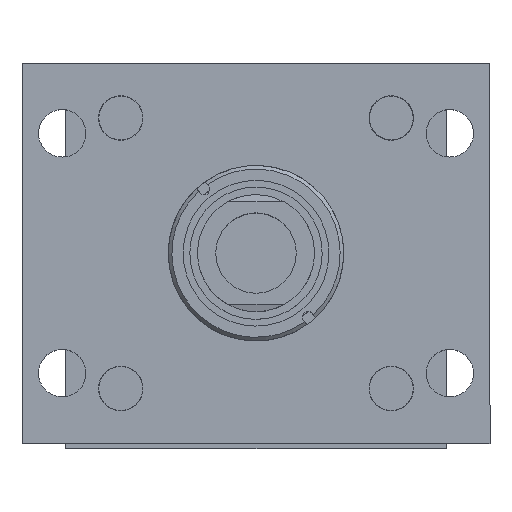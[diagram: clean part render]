
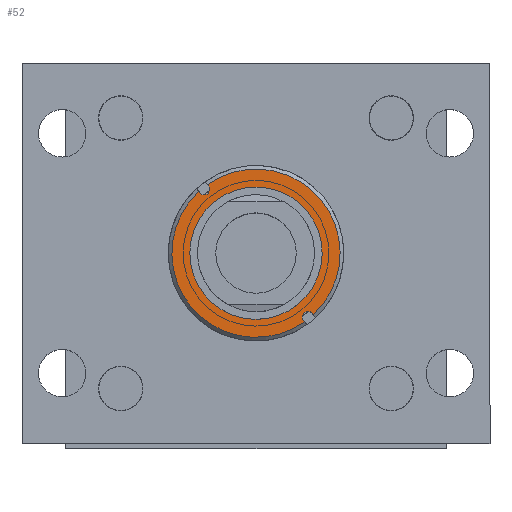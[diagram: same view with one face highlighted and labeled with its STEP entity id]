
A CAD part, top view. The second image highlights one B-rep face of the part: STEP entity #52.
In plain terms, the highlighted planar face has unit normal (0, 0, 1).
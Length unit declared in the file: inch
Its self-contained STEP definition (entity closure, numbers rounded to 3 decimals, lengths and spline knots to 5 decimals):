
#52 = ADVANCED_FACE ( 'NONE', ( #9295, #215 ), #8036, .T. ) ;
#168 = ORIENTED_EDGE ( 'NONE', *, *, #3116, .F. ) ;
#215 = FACE_OUTER_BOUND ( 'NONE', #3483, .T. ) ;
#323 = CIRCLE ( 'NONE', #4679, 1.438 ) ;
#419 = ORIENTED_EDGE ( 'NONE', *, *, #4094, .T. ) ;
#503 = DIRECTION ( 'NONE',  ( 0., -1., 0. ) ) ;
#507 = ORIENTED_EDGE ( 'NONE', *, *, #6206, .F. ) ;
#583 = CIRCLE ( 'NONE', #1408, 1.13104 ) ;
#634 = AXIS2_PLACEMENT_3D ( 'NONE', #10433, #4878, #5612 ) ;
#750 = VERTEX_POINT ( 'NONE', #7076 ) ;
#856 = DIRECTION ( 'NONE',  ( -1., 0., 0. ) ) ;
#1361 = CIRCLE ( 'NONE', #2235, 0.094 ) ;
#1379 = CARTESIAN_POINT ( 'NONE',  ( 18.11607, 42.4197, -2.93519 ) ) ;
#1408 = AXIS2_PLACEMENT_3D ( 'NONE', #4022, #9645, #856 ) ;
#1543 = DIRECTION ( 'NONE',  ( 1., 0., 0. ) ) ;
#1591 = ORIENTED_EDGE ( 'NONE', *, *, #8075, .F. ) ;
#1605 = DIRECTION ( 'NONE',  ( -1., 0., 0. ) ) ;
#1704 = DIRECTION ( 'NONE',  ( 0., 0., -1. ) ) ;
#1753 = CARTESIAN_POINT ( 'NONE',  ( 17.8091, 42.4197, -2.93519 ) ) ;
#1944 = LINE ( 'NONE', #5367, #5235 ) ;
#2130 = DIRECTION ( 'NONE',  ( -1., 0., 0. ) ) ;
#2235 = AXIS2_PLACEMENT_3D ( 'NONE', #5958, #4323, #9110 ) ;
#2321 = DIRECTION ( 'NONE',  ( 0., 1., 0. ) ) ;
#3116 = EDGE_CURVE ( 'NONE', #10108, #9104, #3943, .T. ) ;
#3275 = DIRECTION ( 'NONE',  ( 0., 1., 0. ) ) ;
#3288 = CARTESIAN_POINT ( 'NONE',  ( 19.3411, 43.55073, -2.93519 ) ) ;
#3483 = EDGE_LOOP ( 'NONE', ( #1591, #7226, #507, #168, #9934, #4250, #8141, #8128, #8615 ) ) ;
#3498 = VECTOR ( 'NONE', #8170, 39.37008 ) ;
#3694 = VERTEX_POINT ( 'NONE', #7091 ) ;
#3766 = CARTESIAN_POINT ( 'NONE',  ( 19.2471, 42.4197, -2.93519 ) ) ;
#3875 = AXIS2_PLACEMENT_3D ( 'NONE', #8674, #6224, #2130 ) ;
#3943 = LINE ( 'NONE', #4042, #9853 ) ;
#4022 = CARTESIAN_POINT ( 'NONE',  ( 19.2471, 42.4197, -2.93519 ) ) ;
#4042 = CARTESIAN_POINT ( 'NONE',  ( 19.3411, 43.55073, -2.93519 ) ) ;
#4094 = EDGE_CURVE ( 'NONE', #7524, #4498, #583, .T. ) ;
#4111 = CARTESIAN_POINT ( 'NONE',  ( 19.3411, 43.85462, -2.93519 ) ) ;
#4250 = ORIENTED_EDGE ( 'NONE', *, *, #4691, .T. ) ;
#4323 = DIRECTION ( 'NONE',  ( 0., 0., 1. ) ) ;
#4420 = VERTEX_POINT ( 'NONE', #5298 ) ;
#4498 = VERTEX_POINT ( 'NONE', #1379 ) ;
#4500 = EDGE_CURVE ( 'NONE', #4796, #9390, #5791, .T. ) ;
#4510 = CIRCLE ( 'NONE', #4894, 0.094 ) ;
#4679 = AXIS2_PLACEMENT_3D ( 'NONE', #4921, #5681, #1605 ) ;
#4691 = EDGE_CURVE ( 'NONE', #4420, #3694, #10434, .T. ) ;
#4707 = EDGE_LOOP ( 'NONE', ( #7457, #419 ) ) ;
#4796 = VERTEX_POINT ( 'NONE', #6630 ) ;
#4878 = DIRECTION ( 'NONE',  ( 0., 0., 1. ) ) ;
#4887 = EDGE_CURVE ( 'NONE', #4420, #10108, #1361, .T. ) ;
#4894 = AXIS2_PLACEMENT_3D ( 'NONE', #8839, #7982, #1543 ) ;
#4911 = CARTESIAN_POINT ( 'NONE',  ( 20.37814, 42.4197, -2.93519 ) ) ;
#4921 = CARTESIAN_POINT ( 'NONE',  ( 19.2471, 42.4197, -2.93519 ) ) ;
#4960 = VERTEX_POINT ( 'NONE', #6744 ) ;
#5230 = CARTESIAN_POINT ( 'NONE',  ( 19.3411, 40.98477, -2.93519 ) ) ;
#5235 = VECTOR ( 'NONE', #503, 39.37008 ) ;
#5298 = CARTESIAN_POINT ( 'NONE',  ( 19.1531, 43.8257, -2.93519 ) ) ;
#5367 = CARTESIAN_POINT ( 'NONE',  ( 19.1531, 43.55073, -2.93519 ) ) ;
#5612 = DIRECTION ( 'NONE',  ( 1., 0., 0. ) ) ;
#5645 = LINE ( 'NONE', #3288, #3498 ) ;
#5681 = DIRECTION ( 'NONE',  ( 0., 0., -1. ) ) ;
#5710 = CARTESIAN_POINT ( 'NONE',  ( 19.3411, 43.8257, -2.93519 ) ) ;
#5742 = CARTESIAN_POINT ( 'NONE',  ( 19.2471, 42.4197, -2.93519 ) ) ;
#5791 = CIRCLE ( 'NONE', #3875, 1.438 ) ;
#5958 = CARTESIAN_POINT ( 'NONE',  ( 19.2471, 43.8257, -2.93519 ) ) ;
#6187 = DIRECTION ( 'NONE',  ( 0., 0., -1. ) ) ;
#6206 = EDGE_CURVE ( 'NONE', #9104, #8340, #323, .T. ) ;
#6224 = DIRECTION ( 'NONE',  ( 0., 0., -1. ) ) ;
#6241 = CIRCLE ( 'NONE', #8852, 1.13104 ) ;
#6284 = EDGE_CURVE ( 'NONE', #750, #8340, #5645, .T. ) ;
#6630 = CARTESIAN_POINT ( 'NONE',  ( 19.1531, 40.98477, -2.93519 ) ) ;
#6744 = CARTESIAN_POINT ( 'NONE',  ( 19.1531, 41.0137, -2.93519 ) ) ;
#7076 = CARTESIAN_POINT ( 'NONE',  ( 19.3411, 41.0137, -2.93519 ) ) ;
#7091 = CARTESIAN_POINT ( 'NONE',  ( 19.1531, 43.85462, -2.93519 ) ) ;
#7191 = EDGE_CURVE ( 'NONE', #4960, #4796, #1944, .T. ) ;
#7226 = ORIENTED_EDGE ( 'NONE', *, *, #6284, .T. ) ;
#7457 = ORIENTED_EDGE ( 'NONE', *, *, #10192, .T. ) ;
#7524 = VERTEX_POINT ( 'NONE', #4911 ) ;
#7843 = DIRECTION ( 'NONE',  ( -1., 0., 0. ) ) ;
#7903 = EDGE_CURVE ( 'NONE', #9390, #3694, #9903, .T. ) ;
#7982 = DIRECTION ( 'NONE',  ( 0., 0., 1. ) ) ;
#8036 = PLANE ( 'NONE',  #634 ) ;
#8075 = EDGE_CURVE ( 'NONE', #750, #4960, #4510, .T. ) ;
#8128 = ORIENTED_EDGE ( 'NONE', *, *, #4500, .F. ) ;
#8141 = ORIENTED_EDGE ( 'NONE', *, *, #7903, .F. ) ;
#8170 = DIRECTION ( 'NONE',  ( 0., -1., 0. ) ) ;
#8340 = VERTEX_POINT ( 'NONE', #5230 ) ;
#8615 = ORIENTED_EDGE ( 'NONE', *, *, #7191, .F. ) ;
#8674 = CARTESIAN_POINT ( 'NONE',  ( 19.2471, 42.4197, -2.93519 ) ) ;
#8839 = CARTESIAN_POINT ( 'NONE',  ( 19.2471, 41.0137, -2.93519 ) ) ;
#8852 = AXIS2_PLACEMENT_3D ( 'NONE', #5742, #1704, #9082 ) ;
#8901 = CARTESIAN_POINT ( 'NONE',  ( 19.1531, 43.55073, -2.93519 ) ) ;
#9082 = DIRECTION ( 'NONE',  ( -1., 0., 0. ) ) ;
#9104 = VERTEX_POINT ( 'NONE', #4111 ) ;
#9110 = DIRECTION ( 'NONE',  ( 1., 0., 0. ) ) ;
#9253 = AXIS2_PLACEMENT_3D ( 'NONE', #3766, #6187, #7843 ) ;
#9295 = FACE_BOUND ( 'NONE', #4707, .T. ) ;
#9390 = VERTEX_POINT ( 'NONE', #1753 ) ;
#9551 = VECTOR ( 'NONE', #2321, 39.37008 ) ;
#9645 = DIRECTION ( 'NONE',  ( 0., 0., -1. ) ) ;
#9853 = VECTOR ( 'NONE', #3275, 39.37008 ) ;
#9903 = CIRCLE ( 'NONE', #9253, 1.438 ) ;
#9934 = ORIENTED_EDGE ( 'NONE', *, *, #4887, .F. ) ;
#10108 = VERTEX_POINT ( 'NONE', #5710 ) ;
#10192 = EDGE_CURVE ( 'NONE', #4498, #7524, #6241, .T. ) ;
#10433 = CARTESIAN_POINT ( 'NONE',  ( 19.2471, 43.55073, -2.93519 ) ) ;
#10434 = LINE ( 'NONE', #8901, #9551 ) ;
